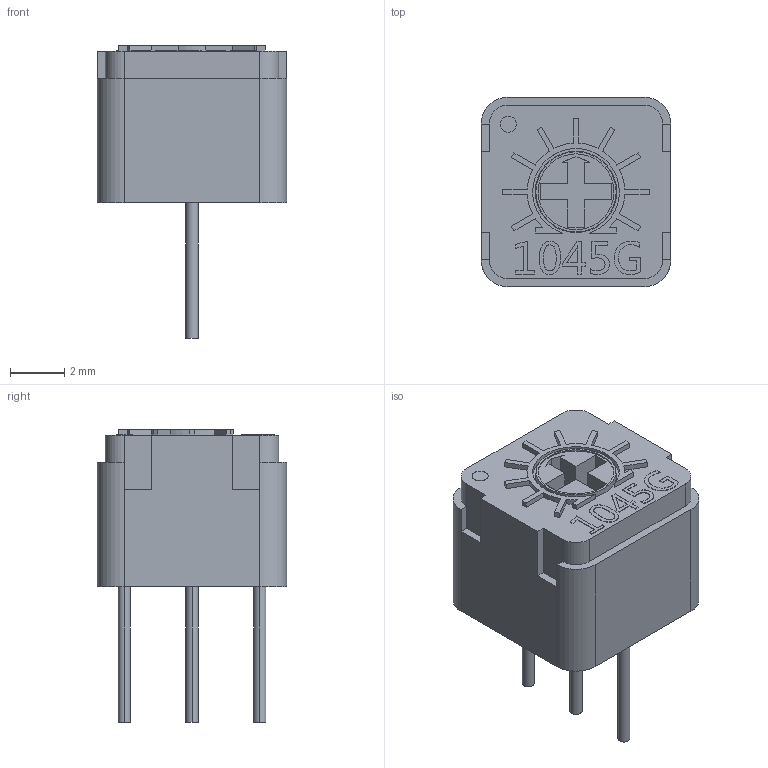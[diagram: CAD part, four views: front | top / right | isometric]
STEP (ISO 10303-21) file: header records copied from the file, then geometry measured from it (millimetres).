
FILE_DESCRIPTION (( 'STEP AP214' ), '1' );
FILE_NAME ('RES-ADJ-TH_CT-6ETV.step', '2022-07-28T08:43:26', ( '' ), ( '' ), 'SwSTEP 2.0', 'SolidWorks 2020', '' );
FILE_SCHEMA (( 'AUTOMOTIVE_DESIGN' ));
Length unit declared in the file: millimetre
Products named in the file (1): RES-ADJ-TH_CT-6ETV
Bounding box: 7 x 7 x 10.8 mm (x, y, z)
Volume: 262.1 mm3; surface area: 331.5 mm2
Topology: 1 solids, 1 shells, 412 faces, 1117 edges, 742 vertices
Faces by surface type: plane 253, bspline 124, cylinder 35
Entity records: 19125 total; most frequent: CARTESIAN_POINT 5092, ORIENTED_EDGE 2234, DIRECTION 1513, EDGE_CURVE 1117, VECTOR 795, LINE 795, VERTEX_POINT 742, EDGE_LOOP 447
